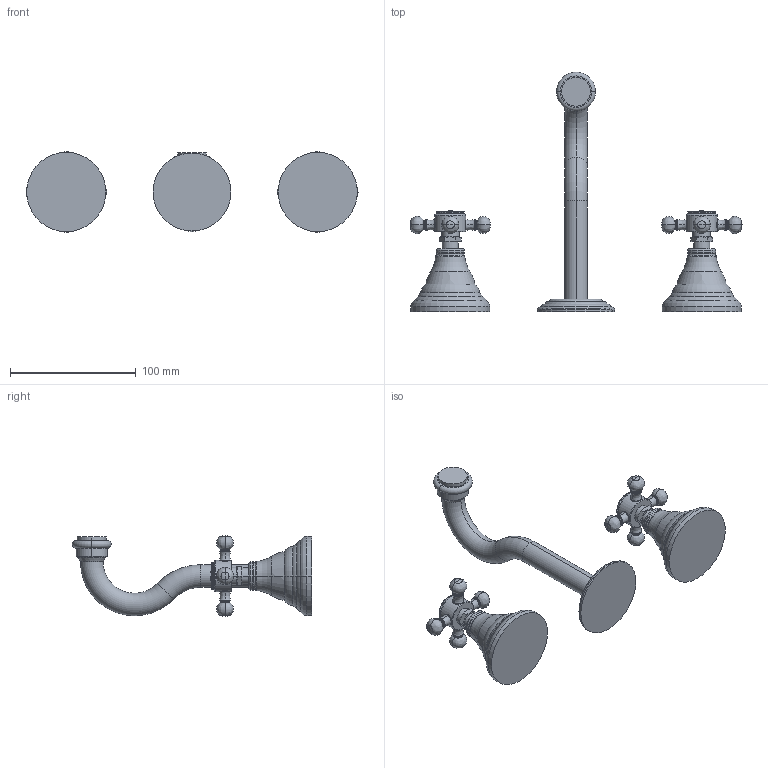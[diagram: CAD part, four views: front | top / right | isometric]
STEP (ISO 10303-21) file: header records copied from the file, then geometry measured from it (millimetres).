
FILE_DESCRIPTION((''),'2;1');
FILE_NAME('FBLV003CR','2021-04-12T15:26:35',('ut3'),('PAFFONI SpA'),'CREO PARAMETRIC BY PTC INC, 2020044','CREO PARAMETRIC BY PTC INC, 2020044','');
FILE_SCHEMA(('CONFIG_CONTROL_DESIGN','SHAPE_APPEARANCE_LAYERS_GROUPS'));
Length unit declared in the file: millimetre
Products named in the file (1): FBLV003CR
Bounding box: 264.07 x 190.5 x 64.07 mm (x, y, z)
Volume: 253290.2 mm3; surface area: 51872.1 mm2
Topology: 3 solids, 3 shells, 917 faces, 2456 edges, 1552 vertices
Faces by surface type: plane 439, cylinder 282, torus 130, cone 26, bspline 20, sphere 20
Entity records: 37836 total; most frequent: CARTESIAN_POINT 7825, ORIENTED_EDGE 4872, DIRECTION 4646, EDGE_CURVE 2436, AXIS2_PLACEMENT_3D 1781, VERTEX_POINT 1552, FILL_AREA_STYLE_COLOUR 1116, FILL_AREA_STYLE 1116
